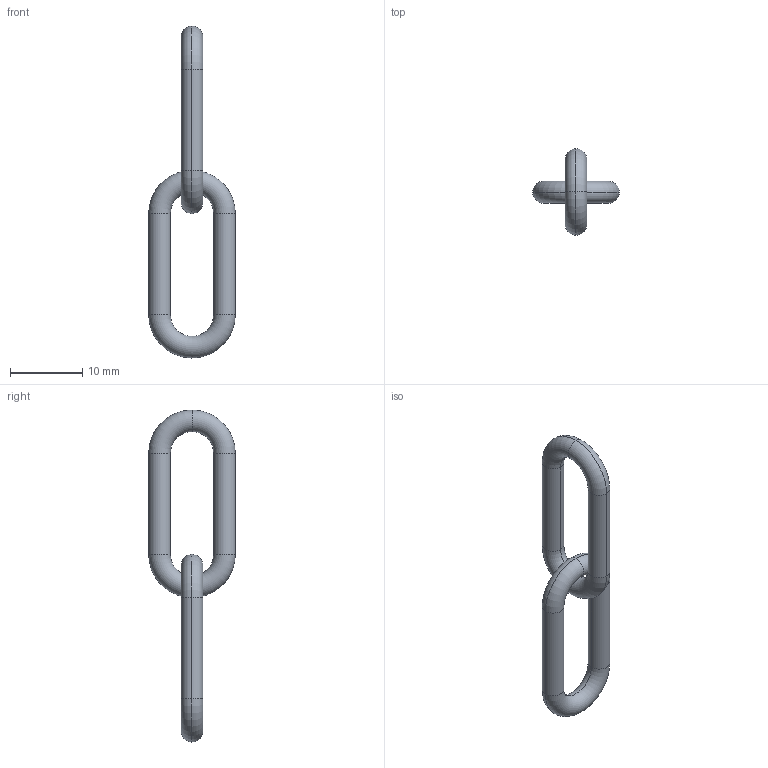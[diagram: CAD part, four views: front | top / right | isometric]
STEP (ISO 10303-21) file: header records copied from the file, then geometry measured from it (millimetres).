
FILE_DESCRIPTION (( 'STEP AP203' ), '1' );
FILE_NAME ('B-1123-冇3.STEP', '2006-06-07T05:54:22', ( ' ' ), ( ' ' ), 'SwSTEP 2.0', 'SolidWorks 2005204', '' );
FILE_SCHEMA (( 'CONFIG_CONTROL_DESIGN' ));
Length unit declared in the file: millimetre
Products named in the file (2): 儕儞僌_棉太倌; B-1123-φ3
Assembly tree (2 placements, depth 2):
  B-1123-φ3
    儕儞僌_棉太倌  x2
Bounding box: 12 x 12 x 46 mm (x, y, z)
Volume: 795.6 mm3; surface area: 1060.7 mm2
Topology: 2 solids, 2 shells, 20 faces, 40 edges, 20 vertices
Faces by surface type: torus 12, cylinder 8
Entity records: 492 total; most frequent: DIRECTION 66, CARTESIAN_POINT 45, ORIENTED_EDGE 40, AXIS2_PLACEMENT_3D 31, EDGE_CURVE 20, PERSON_AND_ORGANIZATION 18, CIRCLE 16, LOCAL_TIME 14
